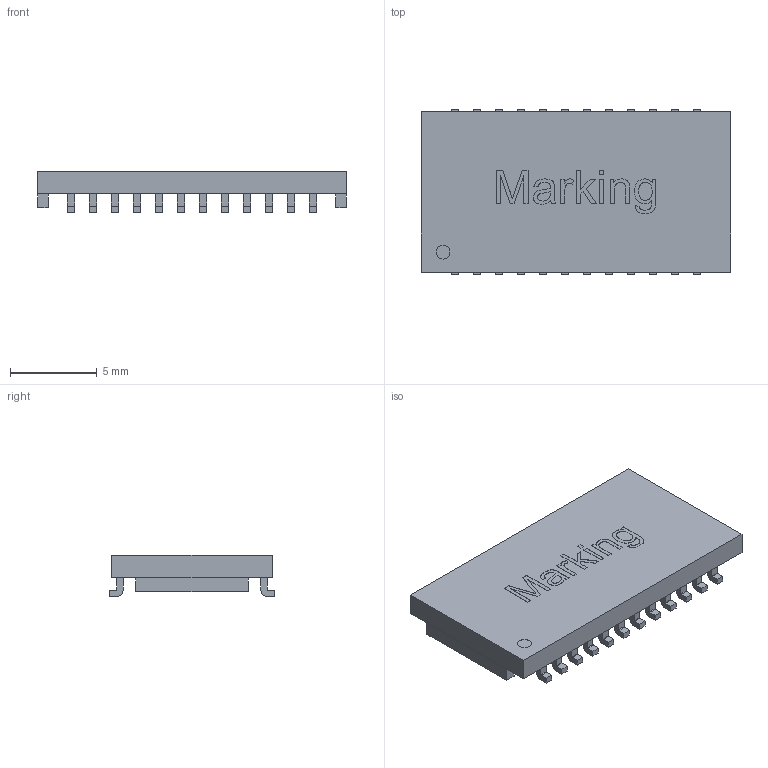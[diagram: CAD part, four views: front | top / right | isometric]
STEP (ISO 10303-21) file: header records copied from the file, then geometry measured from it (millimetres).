
FILE_DESCRIPTION( ( 'Unknown' ), '1' );
FILE_NAME( '749020112B.stp', 'Unknown', ( 'Unknown' ), ( 'Unknown' ), 'PSStep 21.0.46', 'Unknown', ' ' );
FILE_SCHEMA( ( 'AUTOMOTIVE_DESIGN { 1 0 10303 214 1 1 1 1 }' ) );
Length unit declared in the file: millimetre
Products named in the file (26): Assem1; Body; Pins
Assembly tree (25 placements, depth 2):
  Assem1
    Body
    Pins
    Pins
    Pins
    Pins
    Pins
    Pins
    Pins
    Pins
    Pins
    Pins
    Pins
    Pins
    Pins
    Pins
    Pins
    Pins
    Pins
    Pins
    Pins
    Pins
    Pins
    Pins
    Pins
    Pins
Bounding box: 17.85 x 9.55 x 2.39 mm (x, y, z)
Volume: 92.3 mm3; surface area: 546.7 mm2
Topology: 25 solids, 25 shells, 457 faces, 1113 edges, 742 vertices
Faces by surface type: plane 392, cylinder 49, extrusion 16
Full cylindrical faces by diameter (mm): 0.8 x1
Entity records: 17923 total; most frequent: CARTESIAN_POINT 3234, ORIENTED_EDGE 2222, DIRECTION 2035, EDGE_CURVE 1111, VECTOR 905, LINE 889, VERTEX_POINT 742, AXIS2_PLACEMENT_3D 565
